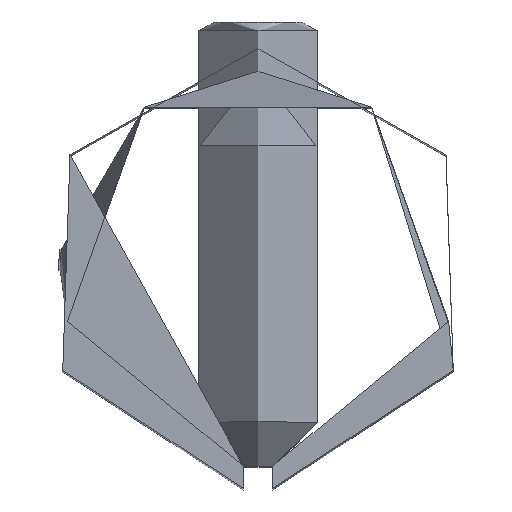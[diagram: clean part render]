
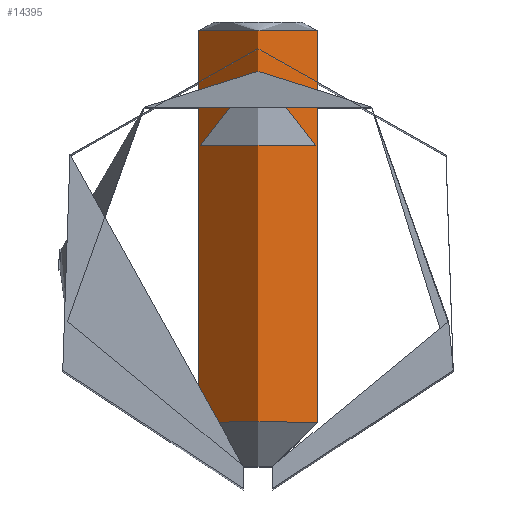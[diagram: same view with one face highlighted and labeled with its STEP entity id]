
A CAD part, top view. The second image highlights one B-rep face of the part: STEP entity #14395.
In plain terms, the highlighted cylindrical face has radius 4 mm (diameter 8 mm), a full revolution.
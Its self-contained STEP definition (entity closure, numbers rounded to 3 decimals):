
#274 = DIRECTION ( 'NONE',  ( 1., 0., 0. ) ) ;
#1031 = DIRECTION ( 'NONE',  ( -1., 0., 0. ) ) ;
#1438 = DIRECTION ( 'NONE',  ( 0., 0., -1. ) ) ;
#1537 = CARTESIAN_POINT ( 'NONE',  ( 30., 0., 0. ) ) ;
#1879 = ORIENTED_EDGE ( 'NONE', *, *, #4335, .T. ) ;
#4335 = EDGE_CURVE ( 'NONE', #8950, #8950, #7810, .T. ) ;
#4497 = FACE_OUTER_BOUND ( 'NONE', #4799, .T. ) ;
#4720 = ORIENTED_EDGE ( 'NONE', *, *, #10969, .T. ) ;
#4769 = AXIS2_PLACEMENT_3D ( 'NONE', #11842, #274, #1438 ) ;
#4799 = EDGE_LOOP ( 'NONE', ( #4720 ) ) ;
#5625 = DIRECTION ( 'NONE',  ( 0., 0., -1. ) ) ;
#7164 = FACE_OUTER_BOUND ( 'NONE', #12083, .T. ) ;
#7810 = CIRCLE ( 'NONE', #4769, 4. ) ;
#7971 = CARTESIAN_POINT ( 'NONE',  ( 3., 0., -4. ) ) ;
#8700 = AXIS2_PLACEMENT_3D ( 'NONE', #10201, #1031, #5625 ) ;
#8950 = VERTEX_POINT ( 'NONE', #7971 ) ;
#9485 = VERTEX_POINT ( 'NONE', #11273 ) ;
#10189 = CYLINDRICAL_SURFACE ( 'NONE', #14733, 4. ) ;
#10201 = CARTESIAN_POINT ( 'NONE',  ( 29.4, 0., 0. ) ) ;
#10658 = DIRECTION ( 'NONE',  ( 0., 0., 1. ) ) ;
#10969 = EDGE_CURVE ( 'NONE', #9485, #9485, #14156, .T. ) ;
#11273 = CARTESIAN_POINT ( 'NONE',  ( 29.4, 0., -4. ) ) ;
#11842 = CARTESIAN_POINT ( 'NONE',  ( 3., 0., 0. ) ) ;
#12083 = EDGE_LOOP ( 'NONE', ( #1879 ) ) ;
#12819 = DIRECTION ( 'NONE',  ( -1., 0., 0. ) ) ;
#14156 = CIRCLE ( 'NONE', #8700, 4. ) ;
#14395 = ADVANCED_FACE ( 'NONE', ( #4497, #7164 ), #10189, .T. ) ;
#14733 = AXIS2_PLACEMENT_3D ( 'NONE', #1537, #12819, #10658 ) ;
